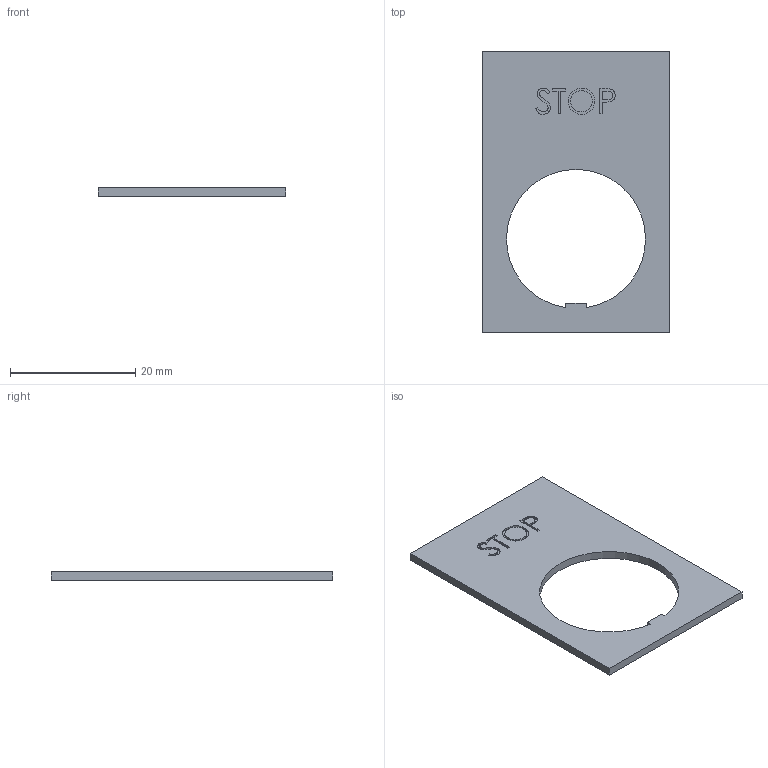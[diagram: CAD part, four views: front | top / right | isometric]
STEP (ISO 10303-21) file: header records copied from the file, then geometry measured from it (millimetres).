
FILE_DESCRIPTION (( 'STEP AP214' ), '1' );
FILE_NAME ('E22NS34.step', '2018-07-05T19:28:44', ( '' ), ( '' ), 'SwSTEP 2.0', 'SolidWorks 2017', '' );
FILE_SCHEMA (( 'AUTOMOTIVE_DESIGN' ));
Length unit declared in the file: millimetre
Products named in the file (1): E22NS34
Bounding box: 30 x 45 x 1.3 mm (x, y, z)
Volume: 1251.7 mm3; surface area: 2235.8 mm2
Topology: 1 solids, 1 shells, 65 faces, 171 edges, 114 vertices
Faces by surface type: plane 33, bspline 29, cylinder 3
Entity records: 3635 total; most frequent: CARTESIAN_POINT 2180, ORIENTED_EDGE 342, DIRECTION 193, EDGE_CURVE 171, VERTEX_POINT 114, VECTOR 107, LINE 107, EDGE_LOOP 73
